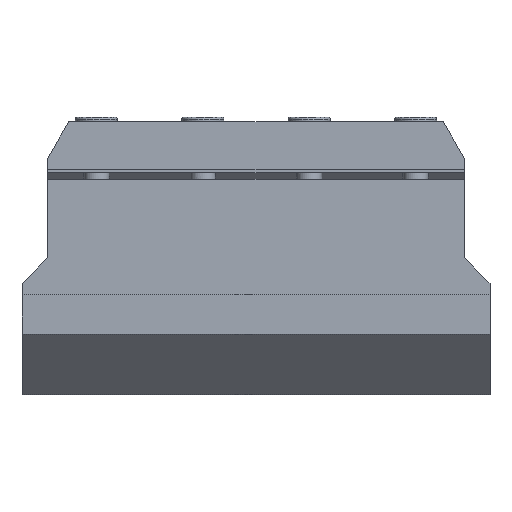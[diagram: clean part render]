
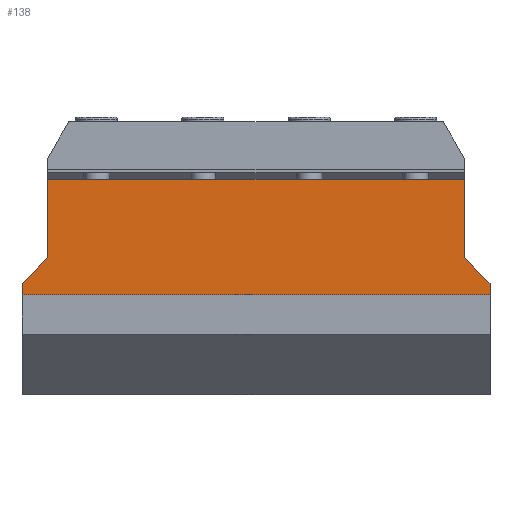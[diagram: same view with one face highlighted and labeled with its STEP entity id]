
A CAD part, front view. The second image highlights one B-rep face of the part: STEP entity #138.
In plain terms, the highlighted planar face has unit normal (0, -1, 0).
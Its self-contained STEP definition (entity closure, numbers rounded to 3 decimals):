
#138=ADVANCED_FACE('',(#221),#187,.F.);
#187=PLANE('',#985);
#221=FACE_OUTER_BOUND('',#262,.T.);
#262=EDGE_LOOP('',(#422,#423,#424,#425,#426,#427,#428,#429));
#422=ORIENTED_EDGE('',*,*,#669,.F.);
#423=ORIENTED_EDGE('',*,*,#729,.F.);
#424=ORIENTED_EDGE('',*,*,#719,.F.);
#425=ORIENTED_EDGE('',*,*,#712,.F.);
#426=ORIENTED_EDGE('',*,*,#710,.F.);
#427=ORIENTED_EDGE('',*,*,#696,.T.);
#428=ORIENTED_EDGE('',*,*,#677,.F.);
#429=ORIENTED_EDGE('',*,*,#673,.F.);
#581=VERTEX_POINT('',#1340);
#582=VERTEX_POINT('',#1342);
#584=VERTEX_POINT('',#1349);
#587=VERTEX_POINT('',#1357);
#603=VERTEX_POINT('',#1391);
#615=VERTEX_POINT('',#1420);
#616=VERTEX_POINT('',#1424);
#622=VERTEX_POINT('',#1438);
#669=EDGE_CURVE('',#581,#582,#792,.T.);
#673=EDGE_CURVE('',#582,#584,#795,.T.);
#677=EDGE_CURVE('',#584,#587,#799,.T.);
#696=EDGE_CURVE('',#603,#587,#812,.T.);
#710=EDGE_CURVE('',#603,#615,#824,.T.);
#712=EDGE_CURVE('',#615,#616,#826,.T.);
#719=EDGE_CURVE('',#616,#622,#832,.T.);
#729=EDGE_CURVE('',#622,#581,#841,.T.);
#792=LINE('',#1341,#884);
#795=LINE('',#1348,#887);
#799=LINE('',#1356,#891);
#812=LINE('',#1393,#904);
#824=LINE('',#1419,#916);
#826=LINE('',#1423,#918);
#832=LINE('',#1437,#924);
#841=LINE('',#1456,#933);
#884=VECTOR('',#1067,1.);
#887=VECTOR('',#1074,1.);
#891=VECTOR('',#1080,1.);
#904=VECTOR('',#1107,1.);
#916=VECTOR('',#1125,1.);
#918=VECTOR('',#1129,1.);
#924=VECTOR('',#1139,1.);
#933=VECTOR('',#1160,1.);
#985=AXIS2_PLACEMENT_3D('',#1458,#1163,#1164);
#1067=DIRECTION('',(0.,0.,1.));
#1074=DIRECTION('',(0.707,0.,0.707));
#1080=DIRECTION('',(0.,0.,1.));
#1107=DIRECTION('',(-1.,0.,0.));
#1125=DIRECTION('',(0.,0.,-1.));
#1129=DIRECTION('',(0.707,0.,-0.707));
#1139=DIRECTION('',(0.,0.,-1.));
#1160=DIRECTION('',(-1.,0.,0.));
#1163=DIRECTION('',(0.,1.,0.));
#1164=DIRECTION('',(0.,0.,1.));
#1340=CARTESIAN_POINT('',(0.,5.3,-28.239));
#1341=CARTESIAN_POINT('',(0.,5.3,-36.5));
#1342=CARTESIAN_POINT('',(0.,5.3,-24.5));
#1348=CARTESIAN_POINT('',(0.,5.3,-24.5));
#1349=CARTESIAN_POINT('',(6.,5.3,-18.5));
#1356=CARTESIAN_POINT('',(6.,5.3,0.));
#1357=CARTESIAN_POINT('',(6.,5.3,0.));
#1391=CARTESIAN_POINT('',(104.,5.3,0.));
#1393=CARTESIAN_POINT('',(154.091,5.3,0.));
#1419=CARTESIAN_POINT('',(104.,5.3,0.));
#1420=CARTESIAN_POINT('',(104.,5.3,-18.5));
#1423=CARTESIAN_POINT('',(110.,5.3,-24.5));
#1424=CARTESIAN_POINT('',(110.,5.3,-24.5));
#1437=CARTESIAN_POINT('',(110.,5.3,-36.5));
#1438=CARTESIAN_POINT('',(110.,5.3,-28.239));
#1456=CARTESIAN_POINT('',(154.091,5.3,-28.239));
#1458=CARTESIAN_POINT('',(154.091,5.3,0.));
